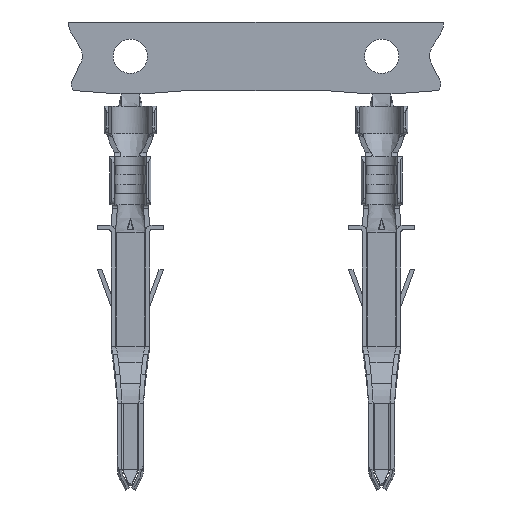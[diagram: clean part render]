
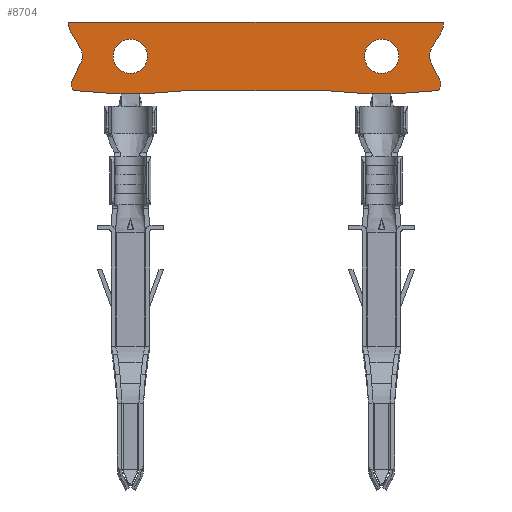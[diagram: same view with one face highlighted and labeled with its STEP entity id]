
A CAD part, top view. The second image highlights one B-rep face of the part: STEP entity #8704.
In plain terms, the highlighted planar face has unit normal (0, 0, 1).
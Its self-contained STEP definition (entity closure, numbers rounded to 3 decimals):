
#104=PLANE('',#9217);
#546=CIRCLE('',#9218,0.75);
#547=CIRCLE('',#9219,0.75);
#818=B_SPLINE_CURVE_WITH_KNOTS('',3,(#14285,#14286,#14287,#14288,#14289,
#14290),.UNSPECIFIED.,.F.,.F.,(4,1,1,4),(0.,0.237,0.568,
1.),.UNSPECIFIED.);
#819=B_SPLINE_CURVE_WITH_KNOTS('',3,(#14294,#14295,#14296,#14297,#14298,
#14299),.UNSPECIFIED.,.F.,.F.,(4,1,1,4),(0.,0.432,0.763,
1.),.UNSPECIFIED.);
#1132=ORIENTED_EDGE('',*,*,#3850,.T.);
#1133=ORIENTED_EDGE('',*,*,#3851,.T.);
#1134=ORIENTED_EDGE('',*,*,#3852,.F.);
#1135=ORIENTED_EDGE('',*,*,#3853,.T.);
#1136=ORIENTED_EDGE('',*,*,#3854,.T.);
#1137=ORIENTED_EDGE('',*,*,#3855,.T.);
#1138=ORIENTED_EDGE('',*,*,#3856,.F.);
#1139=ORIENTED_EDGE('',*,*,#3857,.F.);
#1140=ORIENTED_EDGE('',*,*,#3858,.T.);
#1141=ORIENTED_EDGE('',*,*,#3859,.F.);
#1142=ORIENTED_EDGE('',*,*,#3860,.F.);
#1143=ORIENTED_EDGE('',*,*,#3861,.T.);
#1144=ORIENTED_EDGE('',*,*,#3862,.F.);
#1145=ORIENTED_EDGE('',*,*,#3863,.F.);
#1146=ORIENTED_EDGE('',*,*,#3864,.T.);
#1147=ORIENTED_EDGE('',*,*,#3865,.F.);
#3850=EDGE_CURVE('',#5196,#5196,#546,.T.);
#3851=EDGE_CURVE('',#5197,#5197,#547,.T.);
#3852=EDGE_CURVE('',#5198,#5199,#5982,.T.);
#3853=EDGE_CURVE('',#5198,#5200,#818,.T.);
#3854=EDGE_CURVE('',#5200,#5201,#5983,.T.);
#3855=EDGE_CURVE('',#5201,#5202,#819,.T.);
#3856=EDGE_CURVE('',#5203,#5202,#5984,.T.);
#3857=EDGE_CURVE('',#5204,#5203,#5985,.T.);
#3858=EDGE_CURVE('',#5204,#5205,#5986,.F.);
#3859=EDGE_CURVE('',#5206,#5205,#5987,.T.);
#3860=EDGE_CURVE('',#5207,#5206,#5988,.T.);
#3861=EDGE_CURVE('',#5207,#5208,#5989,.T.);
#3862=EDGE_CURVE('',#5209,#5208,#5990,.T.);
#3863=EDGE_CURVE('',#5210,#5209,#5991,.T.);
#3864=EDGE_CURVE('',#5210,#5211,#5992,.F.);
#3865=EDGE_CURVE('',#5199,#5211,#5993,.T.);
#5196=VERTEX_POINT('',#14279);
#5197=VERTEX_POINT('',#14281);
#5198=VERTEX_POINT('',#14283);
#5199=VERTEX_POINT('',#14284);
#5200=VERTEX_POINT('',#14291);
#5201=VERTEX_POINT('',#14293);
#5202=VERTEX_POINT('',#14300);
#5203=VERTEX_POINT('',#14302);
#5204=VERTEX_POINT('',#14304);
#5205=VERTEX_POINT('',#14306);
#5206=VERTEX_POINT('',#14308);
#5207=VERTEX_POINT('',#14310);
#5208=VERTEX_POINT('',#14312);
#5209=VERTEX_POINT('',#14314);
#5210=VERTEX_POINT('',#14316);
#5211=VERTEX_POINT('',#14318);
#5982=LINE('',#14282,#6814);
#5983=LINE('',#14292,#6815);
#5984=LINE('',#14301,#6816);
#5985=LINE('',#14303,#6817);
#5986=LINE('',#14305,#6818);
#5987=LINE('',#14307,#6819);
#5988=LINE('',#14309,#6820);
#5989=LINE('',#14311,#6821);
#5990=LINE('',#14313,#6822);
#5991=LINE('',#14315,#6823);
#5992=LINE('',#14317,#6824);
#5993=LINE('',#14319,#6825);
#6814=VECTOR('',#9961,1000.);
#6815=VECTOR('',#9962,1000.);
#6816=VECTOR('',#9963,1000.);
#6817=VECTOR('',#9964,1000.);
#6818=VECTOR('',#9965,1000.);
#6819=VECTOR('',#9966,1000.);
#6820=VECTOR('',#9967,1000.);
#6821=VECTOR('',#9968,1000.);
#6822=VECTOR('',#9969,1000.);
#6823=VECTOR('',#9970,1000.);
#6824=VECTOR('',#9971,1000.);
#6825=VECTOR('',#9972,1000.);
#7644=EDGE_LOOP('',(#1132));
#7645=EDGE_LOOP('',(#1133));
#7646=EDGE_LOOP('',(#1134,#1135,#1136,#1137,#1138,#1139,#1140,#1141,#1142,
#1143,#1144,#1145,#1146,#1147));
#8152=FACE_BOUND('',#7644,.T.);
#8153=FACE_BOUND('',#7645,.T.);
#8154=FACE_BOUND('',#7646,.T.);
#8704=ADVANCED_FACE('',(#8152,#8153,#8154),#104,.T.);
#9217=AXIS2_PLACEMENT_3D('',#14277,#9955,#9956);
#9218=AXIS2_PLACEMENT_3D('',#14278,#9957,#9958);
#9219=AXIS2_PLACEMENT_3D('',#14280,#9959,#9960);
#9955=DIRECTION('',(0.,0.,1.));
#9956=DIRECTION('',(1.,0.,0.));
#9957=DIRECTION('',(0.,0.,-1.));
#9958=DIRECTION('',(1.,0.,0.));
#9959=DIRECTION('',(0.,0.,-1.));
#9960=DIRECTION('',(-1.,0.,0.));
#9961=DIRECTION('',(-0.997,-0.077,0.));
#9962=DIRECTION('',(-1.,0.,0.));
#9963=DIRECTION('',(-0.997,0.077,0.));
#9964=DIRECTION('',(-1.,0.,0.));
#9965=DIRECTION('',(-1.,0.,0.));
#9966=DIRECTION('',(-1.,0.,0.));
#9967=DIRECTION('',(-0.997,-0.077,0.));
#9968=DIRECTION('',(1.,0.,0.));
#9969=DIRECTION('',(-0.997,0.077,0.));
#9970=DIRECTION('',(-1.,0.,0.));
#9971=DIRECTION('',(-1.,0.,0.));
#9972=DIRECTION('',(-1.,0.,0.));
#14277=CARTESIAN_POINT('',(-5.5,11.2,-0.15));
#14278=CARTESIAN_POINT('',(0.,12.7,-0.15));
#14279=CARTESIAN_POINT('',(0.75,12.7,-0.15));
#14280=CARTESIAN_POINT('',(11.,12.7,-0.15));
#14281=CARTESIAN_POINT('',(10.25,12.7,-0.15));
#14282=CARTESIAN_POINT('',(13.5,11.2,-0.15));
#14283=CARTESIAN_POINT('',(13.5,11.2,-0.15));
#14284=CARTESIAN_POINT('',(11.57,11.05,-0.15));
#14285=CARTESIAN_POINT('',(13.5,11.2,-0.15));
#14286=CARTESIAN_POINT('',(13.659,11.424,-0.15));
#14287=CARTESIAN_POINT('',(13.508,11.851,-0.15));
#14288=CARTESIAN_POINT('',(12.717,12.943,-0.15));
#14289=CARTESIAN_POINT('',(13.775,13.695,-0.15));
#14290=CARTESIAN_POINT('',(13.705,14.2,-0.15));
#14291=CARTESIAN_POINT('',(13.705,14.2,-0.15));
#14292=CARTESIAN_POINT('',(5.5,14.2,-0.15));
#14293=CARTESIAN_POINT('',(-2.705,14.2,-0.15));
#14294=CARTESIAN_POINT('',(-2.705,14.2,-0.15));
#14295=CARTESIAN_POINT('',(-2.775,13.695,-0.15));
#14296=CARTESIAN_POINT('',(-1.717,12.943,-0.15));
#14297=CARTESIAN_POINT('',(-2.508,11.851,-0.15));
#14298=CARTESIAN_POINT('',(-2.659,11.424,-0.15));
#14299=CARTESIAN_POINT('',(-2.5,11.2,-0.15));
#14300=CARTESIAN_POINT('',(-2.5,11.2,-0.15));
#14301=CARTESIAN_POINT('',(-0.57,11.05,-0.15));
#14302=CARTESIAN_POINT('',(-0.57,11.05,-0.15));
#14303=CARTESIAN_POINT('',(0.57,11.05,-0.15));
#14304=CARTESIAN_POINT('',(-0.4,11.05,-0.15));
#14305=CARTESIAN_POINT('',(0.4,11.05,-0.15));
#14306=CARTESIAN_POINT('',(0.4,11.05,-0.15));
#14307=CARTESIAN_POINT('',(0.57,11.05,-0.15));
#14308=CARTESIAN_POINT('',(0.57,11.05,-0.15));
#14309=CARTESIAN_POINT('',(2.5,11.2,-0.15));
#14310=CARTESIAN_POINT('',(2.5,11.2,-0.15));
#14311=CARTESIAN_POINT('',(-5.5,11.2,-0.15));
#14312=CARTESIAN_POINT('',(8.5,11.2,-0.15));
#14313=CARTESIAN_POINT('',(10.43,11.05,-0.15));
#14314=CARTESIAN_POINT('',(10.43,11.05,-0.15));
#14315=CARTESIAN_POINT('',(11.57,11.05,-0.15));
#14316=CARTESIAN_POINT('',(10.6,11.05,-0.15));
#14317=CARTESIAN_POINT('',(11.4,11.05,-0.15));
#14318=CARTESIAN_POINT('',(11.4,11.05,-0.15));
#14319=CARTESIAN_POINT('',(11.57,11.05,-0.15));
